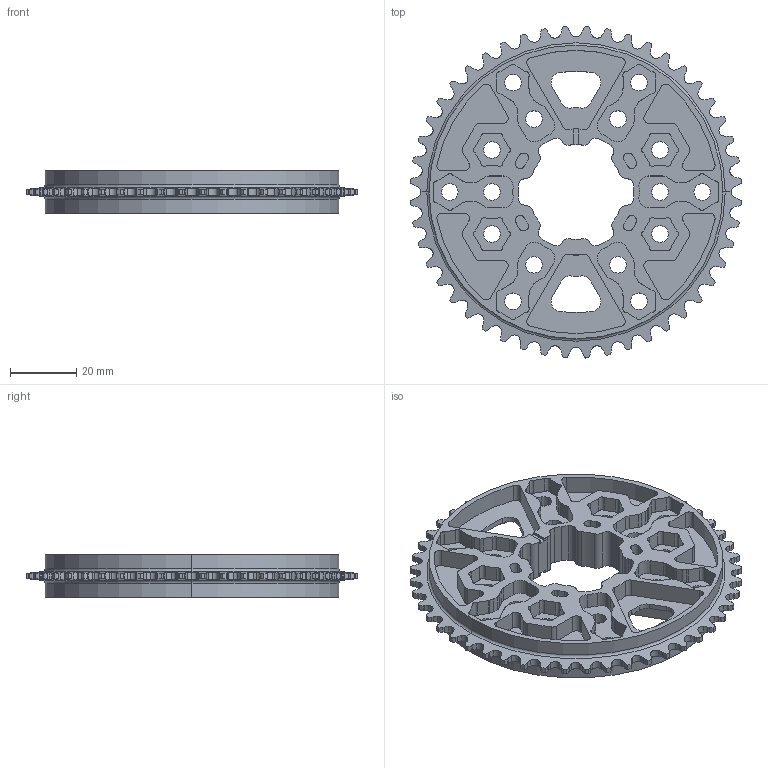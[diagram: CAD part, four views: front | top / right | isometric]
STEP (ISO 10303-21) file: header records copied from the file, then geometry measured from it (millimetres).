
FILE_DESCRIPTION (( 'STEP AP203' ), '1' );
FILE_NAME ('REV-21-3374.STEP', '2023-09-25T16:32:57', ( '' ), ( '' ), 'SwSTEP 2.0', 'SolidWorks 2022', '' );
FILE_SCHEMA (( 'CONFIG_CONTROL_DESIGN' ));
Length unit declared in the file: inch
Products named in the file (1): REV-21-3374
Bounding box: 100.24 x 100.24 x 12.7 mm (x, y, z)
Volume: 34419.1 mm3; surface area: 28904.5 mm2
Topology: 1 solids, 1 shells, 1225 faces, 3545 edges, 2360 vertices
Faces by surface type: cylinder 833, plane 384, torus 4, cone 4
Entity records: 42758 total; most frequent: CARTESIAN_POINT 10623, ORIENTED_EDGE 7090, DIRECTION 6417, EDGE_CURVE 3545, AXIS2_PLACEMENT_3D 2374, VERTEX_POINT 2360, VECTOR 1669, LINE 1669
